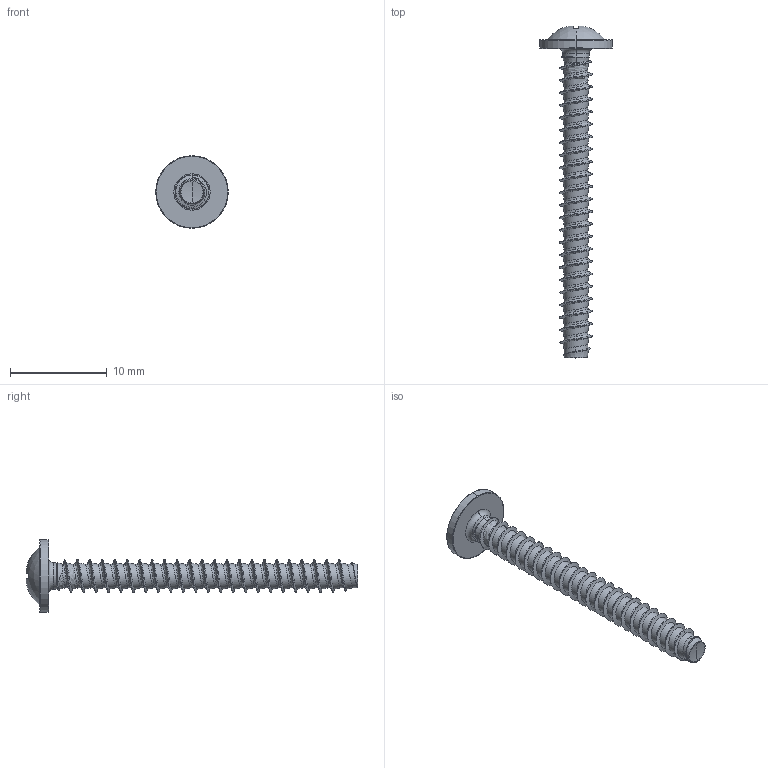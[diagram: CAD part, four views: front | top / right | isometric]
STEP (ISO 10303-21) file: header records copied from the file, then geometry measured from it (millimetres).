
FILE_DESCRIPTION (( 'STEP AP203' ), '1' );
FILE_NAME ('STP310350320.STEP', '2020-09-03T18:37:40', ( '' ), ( '' ), 'SwSTEP 2.0', 'SolidWorks 2015', '' );
FILE_SCHEMA (( 'CONFIG_CONTROL_DESIGN' ));
Length unit declared in the file: millimetre
Products named in the file (2): STP310350320
Bounding box: 7.5 x 34.33 x 7.5 mm (x, y, z)
Volume: 237.2 mm3; surface area: 537.2 mm2
Topology: 1 solids, 1 shells, 214 faces, 508 edges, 297 vertices
Faces by surface type: cylinder 74, bspline 51, torus 30, sphere 28, plane 23, cone 8
Entity records: 36154 total; most frequent: CARTESIAN_POINT 31613, ORIENTED_EDGE 1012, DIRECTION 826, EDGE_CURVE 506, AXIS2_PLACEMENT_3D 360, VERTEX_POINT 297, EDGE_LOOP 217, FACE_OUTER_BOUND 214
